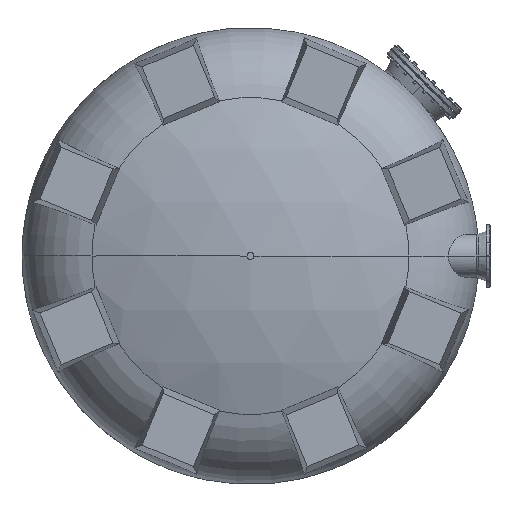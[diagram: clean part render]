
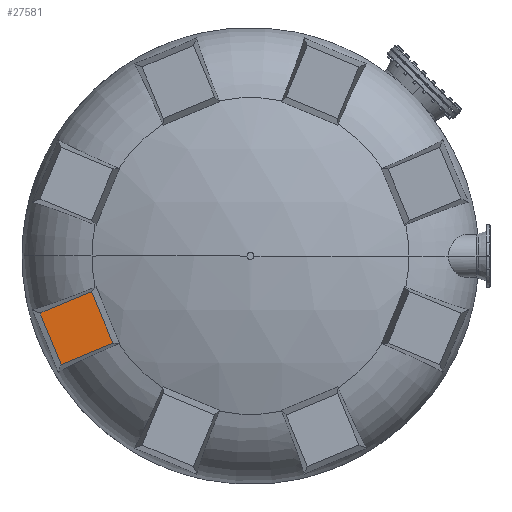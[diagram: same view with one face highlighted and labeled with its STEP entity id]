
A CAD part, front view. The second image highlights one B-rep face of the part: STEP entity #27581.
In plain terms, the highlighted planar face has unit normal (0, -1, 0).
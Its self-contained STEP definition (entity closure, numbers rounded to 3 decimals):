
#1590 = CARTESIAN_POINT ( 'NONE',  ( -1589.755, -1905.526, -389.164 ) ) ;
#2320 = VERTEX_POINT ( 'NONE', #1590 ) ;
#3780 = FACE_OUTER_BOUND ( 'NONE', #11508, .T. ) ;
#4463 = CARTESIAN_POINT ( 'NONE',  ( -81.205, -1905.526, 19.22 ) ) ;
#4638 = CARTESIAN_POINT ( 'NONE',  ( -1220.204, -1905.526, -236.09 ) ) ;
#5658 = CARTESIAN_POINT ( 'NONE',  ( -1118.155, -1905.526, -482.458 ) ) ;
#6090 = CARTESIAN_POINT ( 'NONE',  ( -1169.179, -1905.526, -359.274 ) ) ;
#7250 = CARTESIAN_POINT ( 'NONE',  ( -1067.13, -1905.526, -605.642 ) ) ;
#7429 = PLANE ( 'NONE',  #34017 ) ;
#7450 = CARTESIAN_POINT ( 'NONE',  ( -1589.755, -1905.526, -389.164 ) ) ;
#8042 = B_SPLINE_CURVE_WITH_KNOTS ( 'NONE', 3,
 ( #9060, #6090, #5658, #13377 ),
 .UNSPECIFIED., .F., .F.,
 ( 4, 4 ),
 ( 0., 1. ),
 .UNSPECIFIED. ) ;
#9060 = CARTESIAN_POINT ( 'NONE',  ( -1220.204, -1905.526, -236.09 ) ) ;
#11323 = CARTESIAN_POINT ( 'NONE',  ( -1436.682, -1905.526, -758.716 ) ) ;
#11508 = EDGE_LOOP ( 'NONE', ( #23550, #28501, #18281, #36272 ) ) ;
#11542 = B_SPLINE_CURVE_WITH_KNOTS ( 'NONE', 3,
 ( #11323, #24849, #21427, #7450 ),
 .UNSPECIFIED., .F., .F.,
 ( 4, 4 ),
 ( 0., 1. ),
 .UNSPECIFIED. ) ;
#13067 = CARTESIAN_POINT ( 'NONE',  ( -1436.682, -1905.526, -758.716 ) ) ;
#13133 = EDGE_CURVE ( 'NONE', #2320, #26792, #41352, .T. ) ;
#13377 = CARTESIAN_POINT ( 'NONE',  ( -1067.13, -1905.526, -605.642 ) ) ;
#14640 = CARTESIAN_POINT ( 'NONE',  ( -1436.682, -1905.526, -758.716 ) ) ;
#14871 = CARTESIAN_POINT ( 'NONE',  ( -1466.572, -1905.526, -338.139 ) ) ;
#17734 = DIRECTION ( 'NONE',  ( 0., 0., 1. ) ) ;
#18281 = ORIENTED_EDGE ( 'NONE', *, *, #43680, .F. ) ;
#20405 = CARTESIAN_POINT ( 'NONE',  ( -1067.13, -1905.526, -605.642 ) ) ;
#21427 = CARTESIAN_POINT ( 'NONE',  ( -1538.731, -1905.526, -512.348 ) ) ;
#23550 = ORIENTED_EDGE ( 'NONE', *, *, #29783, .F. ) ;
#24849 = CARTESIAN_POINT ( 'NONE',  ( -1487.707, -1905.526, -635.532 ) ) ;
#25218 = CARTESIAN_POINT ( 'NONE',  ( -1220.204, -1905.526, -236.09 ) ) ;
#26792 = VERTEX_POINT ( 'NONE', #25218 ) ;
#27581 = ADVANCED_FACE ( 'NONE', ( #3780 ), #7429, .T. ) ;
#28072 = DIRECTION ( 'NONE',  ( 0., -1., 0. ) ) ;
#28501 = ORIENTED_EDGE ( 'NONE', *, *, #28907, .F. ) ;
#28907 = EDGE_CURVE ( 'NONE', #43481, #34643, #29183, .T. ) ;
#29183 = B_SPLINE_CURVE_WITH_KNOTS ( 'NONE', 3,
 ( #20405, #30753, #44938, #13067 ),
 .UNSPECIFIED., .F., .F.,
 ( 4, 4 ),
 ( 0., 1. ),
 .UNSPECIFIED. ) ;
#29783 = EDGE_CURVE ( 'NONE', #34643, #2320, #11542, .T. ) ;
#30753 = CARTESIAN_POINT ( 'NONE',  ( -1190.314, -1905.526, -656.667 ) ) ;
#34017 = AXIS2_PLACEMENT_3D ( 'NONE', #4463, #28072, #17734 ) ;
#34643 = VERTEX_POINT ( 'NONE', #14640 ) ;
#35759 = CARTESIAN_POINT ( 'NONE',  ( -1589.755, -1905.526, -389.164 ) ) ;
#35979 = CARTESIAN_POINT ( 'NONE',  ( -1343.388, -1905.526, -287.115 ) ) ;
#36272 = ORIENTED_EDGE ( 'NONE', *, *, #13133, .F. ) ;
#41352 = B_SPLINE_CURVE_WITH_KNOTS ( 'NONE', 3,
 ( #35759, #14871, #35979, #4638 ),
 .UNSPECIFIED., .F., .F.,
 ( 4, 4 ),
 ( 0., 1. ),
 .UNSPECIFIED. ) ;
#43481 = VERTEX_POINT ( 'NONE', #7250 ) ;
#43680 = EDGE_CURVE ( 'NONE', #26792, #43481, #8042, .T. ) ;
#44938 = CARTESIAN_POINT ( 'NONE',  ( -1313.498, -1905.526, -707.691 ) ) ;
